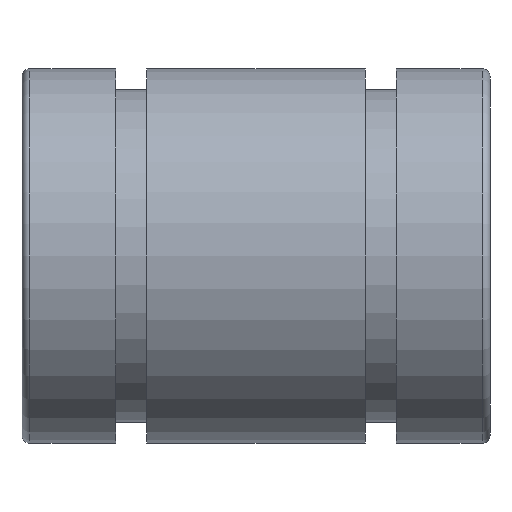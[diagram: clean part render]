
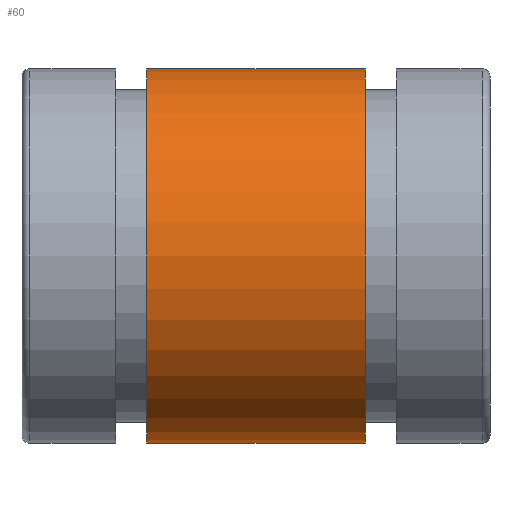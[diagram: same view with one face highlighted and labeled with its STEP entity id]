
A CAD part, front view. The second image highlights one B-rep face of the part: STEP entity #60.
In plain terms, the highlighted cylindrical face has radius 12 mm (diameter 24 mm), a full revolution.
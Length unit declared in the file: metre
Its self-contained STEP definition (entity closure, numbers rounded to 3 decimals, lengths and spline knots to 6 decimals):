
#60 = ADVANCED_FACE( '', ( #129, #130 ), #131, .T. );
#129 = FACE_OUTER_BOUND( '', #200, .T. );
#130 = FACE_OUTER_BOUND( '', #201, .T. );
#131 = CYLINDRICAL_SURFACE( '', #202, 0.012 );
#200 = EDGE_LOOP( '', ( #285 ) );
#201 = EDGE_LOOP( '', ( #286 ) );
#202 = AXIS2_PLACEMENT_3D( '', #287, #288, #289 );
#285 = ORIENTED_EDGE( '', *, *, #344, .F. );
#286 = ORIENTED_EDGE( '', *, *, #345, .T. );
#287 = CARTESIAN_POINT( '', ( 0.015, 0., 0. ) );
#288 = DIRECTION( '', ( 1., 0., 0. ) );
#289 = DIRECTION( '', ( 0., 0., 1. ) );
#344 = EDGE_CURVE( '', #389, #389, #390, .T. );
#345 = EDGE_CURVE( '', #391, #391, #392, .T. );
#389 = VERTEX_POINT( '', #437 );
#390 = CIRCLE( '', #438, 0.012 );
#391 = VERTEX_POINT( '', #439 );
#392 = CIRCLE( '', #440, 0.012 );
#437 = CARTESIAN_POINT( '', ( -0.007, 0., 0.012 ) );
#438 = AXIS2_PLACEMENT_3D( '', #487, #488, #489 );
#439 = CARTESIAN_POINT( '', ( 0.007, 0., 0.012 ) );
#440 = AXIS2_PLACEMENT_3D( '', #490, #491, #492 );
#487 = CARTESIAN_POINT( '', ( -0.007, 0., 0. ) );
#488 = DIRECTION( '', ( -1., 0., 0. ) );
#489 = DIRECTION( '', ( 0., 0., 1. ) );
#490 = CARTESIAN_POINT( '', ( 0.007, 0., 0. ) );
#491 = DIRECTION( '', ( -1., 0., 0. ) );
#492 = DIRECTION( '', ( 0., 0., 1. ) );
